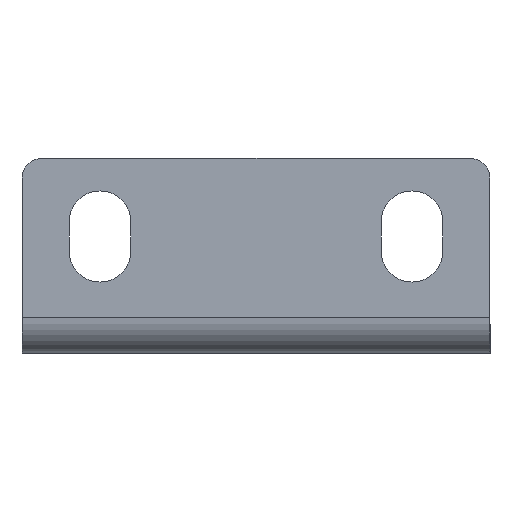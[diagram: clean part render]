
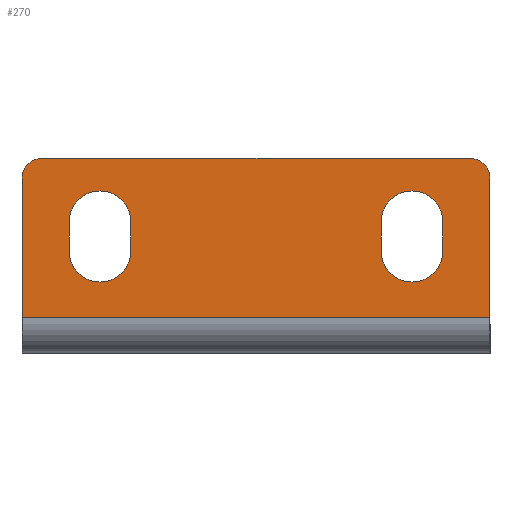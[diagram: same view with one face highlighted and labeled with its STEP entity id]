
A CAD part, front view. The second image highlights one B-rep face of the part: STEP entity #270.
In plain terms, the highlighted planar face has unit normal (0, -1, 0).
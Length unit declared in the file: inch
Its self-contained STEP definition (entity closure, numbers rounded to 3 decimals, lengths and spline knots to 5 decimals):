
#1 = EDGE_CURVE ( 'NONE', #623, #562, #173, .T. ) ;
#34 = AXIS2_PLACEMENT_3D ( 'NONE', #908, #276, #636 ) ;
#40 = CARTESIAN_POINT ( 'NONE',  ( 0., 0., 1.0625 ) ) ;
#41 = VERTEX_POINT ( 'NONE', #1092 ) ;
#42 = VECTOR ( 'NONE', #89, 39.37008 ) ;
#49 = EDGE_CURVE ( 'NONE', #247, #393, #214, .T. ) ;
#54 = ORIENTED_EDGE ( 'NONE', *, *, #832, .T. ) ;
#66 = CARTESIAN_POINT ( 'NONE',  ( 1., 0., 0.46875 ) ) ;
#77 = DIRECTION ( 'NONE',  ( 0., 0., 1. ) ) ;
#83 = VECTOR ( 'NONE', #1158, 39.37008 ) ;
#89 = DIRECTION ( 'NONE',  ( 0., 0., -1. ) ) ;
#92 = CARTESIAN_POINT ( 'NONE',  ( 1.1985, 0., 0.46875 ) ) ;
#100 = CIRCLE ( 'NONE', #34, 0.1985 ) ;
#103 = FACE_OUTER_BOUND ( 'NONE', #976, .T. ) ;
#109 = DIRECTION ( 'NONE',  ( 0., 0., -1. ) ) ;
#111 = CIRCLE ( 'NONE', #513, 0.125 ) ;
#128 = VERTEX_POINT ( 'NONE', #1089 ) ;
#129 = VECTOR ( 'NONE', #379, 39.37008 ) ;
#134 = LINE ( 'NONE', #40, #334 ) ;
#155 = DIRECTION ( 'NONE',  ( 0., 0., 1. ) ) ;
#158 = EDGE_CURVE ( 'NONE', #284, #648, #539, .T. ) ;
#173 = CIRCLE ( 'NONE', #1019, 0.125 ) ;
#174 = CARTESIAN_POINT ( 'NONE',  ( 1.5, 0., 0. ) ) ;
#192 = DIRECTION ( 'NONE',  ( 0., 0., 1. ) ) ;
#214 = CIRCLE ( 'NONE', #464, 0.1985 ) ;
#216 = EDGE_CURVE ( 'NONE', #543, #226, #1086, .T. ) ;
#226 = VERTEX_POINT ( 'NONE', #302 ) ;
#233 = ORIENTED_EDGE ( 'NONE', *, *, #789, .T. ) ;
#245 = EDGE_CURVE ( 'NONE', #562, #648, #953, .T. ) ;
#247 = VERTEX_POINT ( 'NONE', #92 ) ;
#251 = DIRECTION ( 'NONE',  ( 0., 0., 1. ) ) ;
#270 = ADVANCED_FACE ( 'NONE', ( #372, #741, #103 ), #387, .F. ) ;
#276 = DIRECTION ( 'NONE',  ( 0., 1., 0. ) ) ;
#284 = VERTEX_POINT ( 'NONE', #852 ) ;
#302 = CARTESIAN_POINT ( 'NONE',  ( -1.1985, 0., 0.46875 ) ) ;
#308 = CIRCLE ( 'NONE', #855, 0.1985 ) ;
#310 = EDGE_CURVE ( 'NONE', #514, #623, #134, .T. ) ;
#321 = DIRECTION ( 'NONE',  ( 0., 0., 1. ) ) ;
#328 = DIRECTION ( 'NONE',  ( 0., 0., 1. ) ) ;
#334 = VECTOR ( 'NONE', #682, 39.37008 ) ;
#367 = CIRCLE ( 'NONE', #519, 0.1985 ) ;
#372 = FACE_BOUND ( 'NONE', #1160, .T. ) ;
#379 = DIRECTION ( 'NONE',  ( 0., 0., -1. ) ) ;
#385 = VECTOR ( 'NONE', #932, 39.37008 ) ;
#386 = CARTESIAN_POINT ( 'NONE',  ( 1.1985, 0., 0.65625 ) ) ;
#387 = PLANE ( 'NONE',  #1187 ) ;
#393 = VERTEX_POINT ( 'NONE', #946 ) ;
#406 = ORIENTED_EDGE ( 'NONE', *, *, #245, .T. ) ;
#431 = EDGE_CURVE ( 'NONE', #989, #247, #1048, .T. ) ;
#434 = CARTESIAN_POINT ( 'NONE',  ( 1.375, 0., 0.9375 ) ) ;
#444 = ORIENTED_EDGE ( 'NONE', *, *, #921, .T. ) ;
#459 = CARTESIAN_POINT ( 'NONE',  ( -1., 0., 0.65625 ) ) ;
#464 = AXIS2_PLACEMENT_3D ( 'NONE', #66, #913, #155 ) ;
#471 = EDGE_CURVE ( 'NONE', #587, #393, #952, .T. ) ;
#485 = AXIS2_PLACEMENT_3D ( 'NONE', #459, #732, #1094 ) ;
#512 = CARTESIAN_POINT ( 'NONE',  ( -1.375, 0., 1.0625 ) ) ;
#513 = AXIS2_PLACEMENT_3D ( 'NONE', #434, #800, #251 ) ;
#514 = VERTEX_POINT ( 'NONE', #857 ) ;
#519 = AXIS2_PLACEMENT_3D ( 'NONE', #1093, #905, #77 ) ;
#539 = LINE ( 'NONE', #1195, #703 ) ;
#543 = VERTEX_POINT ( 'NONE', #686 ) ;
#552 = CARTESIAN_POINT ( 'NONE',  ( -1.5, 0., 0. ) ) ;
#555 = LINE ( 'NONE', #1013, #42 ) ;
#562 = VERTEX_POINT ( 'NONE', #584 ) ;
#578 = CARTESIAN_POINT ( 'NONE',  ( 0.8015, 0., 0.65625 ) ) ;
#584 = CARTESIAN_POINT ( 'NONE',  ( -1.5, 0., 0.9375 ) ) ;
#587 = VERTEX_POINT ( 'NONE', #721 ) ;
#623 = VERTEX_POINT ( 'NONE', #512 ) ;
#625 = VECTOR ( 'NONE', #1192, 39.37008 ) ;
#635 = VERTEX_POINT ( 'NONE', #911 ) ;
#636 = DIRECTION ( 'NONE',  ( 0., 0., 1. ) ) ;
#641 = EDGE_CURVE ( 'NONE', #128, #514, #111, .T. ) ;
#643 = DIRECTION ( 'NONE',  ( 0., 1., 0. ) ) ;
#648 = VERTEX_POINT ( 'NONE', #1188 ) ;
#657 = CARTESIAN_POINT ( 'NONE',  ( -0.8015, 0., 0.65625 ) ) ;
#660 = CARTESIAN_POINT ( 'NONE',  ( -0.8015, 0., 0.65625 ) ) ;
#674 = EDGE_CURVE ( 'NONE', #635, #226, #555, .T. ) ;
#682 = DIRECTION ( 'NONE',  ( -1., 0., 0. ) ) ;
#683 = ORIENTED_EDGE ( 'NONE', *, *, #49, .T. ) ;
#686 = CARTESIAN_POINT ( 'NONE',  ( -0.8015, 0., 0.46875 ) ) ;
#687 = CARTESIAN_POINT ( 'NONE',  ( -1.375, 0., 0.9375 ) ) ;
#703 = VECTOR ( 'NONE', #910, 39.37008 ) ;
#721 = CARTESIAN_POINT ( 'NONE',  ( 0.8015, 0., 0.65625 ) ) ;
#732 = DIRECTION ( 'NONE',  ( 0., 1., 0. ) ) ;
#741 = FACE_BOUND ( 'NONE', #863, .T. ) ;
#763 = ORIENTED_EDGE ( 'NONE', *, *, #1180, .T. ) ;
#789 = EDGE_CURVE ( 'NONE', #41, #1150, #833, .T. ) ;
#800 = DIRECTION ( 'NONE',  ( 0., -1., 0. ) ) ;
#806 = ORIENTED_EDGE ( 'NONE', *, *, #158, .F. ) ;
#832 = EDGE_CURVE ( 'NONE', #284, #128, #906, .T. ) ;
#833 = CIRCLE ( 'NONE', #485, 0.1985 ) ;
#846 = LINE ( 'NONE', #660, #1109 ) ;
#849 = EDGE_CURVE ( 'NONE', #587, #1173, #308, .T. ) ;
#852 = CARTESIAN_POINT ( 'NONE',  ( 1.5, 0., 0.045 ) ) ;
#855 = AXIS2_PLACEMENT_3D ( 'NONE', #1212, #1029, #192 ) ;
#857 = CARTESIAN_POINT ( 'NONE',  ( 1.375, 0., 1.0625 ) ) ;
#863 = EDGE_LOOP ( 'NONE', ( #1181, #763, #1081, #683, #1076 ) ) ;
#872 = ORIENTED_EDGE ( 'NONE', *, *, #674, .F. ) ;
#873 = AXIS2_PLACEMENT_3D ( 'NONE', #897, #1186, #328 ) ;
#897 = CARTESIAN_POINT ( 'NONE',  ( -1., 0., 0.46875 ) ) ;
#905 = DIRECTION ( 'NONE',  ( 0., 1., 0. ) ) ;
#906 = LINE ( 'NONE', #174, #625 ) ;
#908 = CARTESIAN_POINT ( 'NONE',  ( -1., 0., 0.65625 ) ) ;
#910 = DIRECTION ( 'NONE',  ( -1., 0., 0. ) ) ;
#911 = CARTESIAN_POINT ( 'NONE',  ( -1.1985, 0., 0.65625 ) ) ;
#913 = DIRECTION ( 'NONE',  ( 0., 1., 0. ) ) ;
#921 = EDGE_CURVE ( 'NONE', #1150, #543, #846, .T. ) ;
#932 = DIRECTION ( 'NONE',  ( 0., 0., -1. ) ) ;
#933 = ORIENTED_EDGE ( 'NONE', *, *, #216, .T. ) ;
#939 = DIRECTION ( 'NONE',  ( 0., 0., 1. ) ) ;
#945 = CARTESIAN_POINT ( 'NONE',  ( 1., 0., 0.85475 ) ) ;
#946 = CARTESIAN_POINT ( 'NONE',  ( 0.8015, 0., 0.46875 ) ) ;
#952 = LINE ( 'NONE', #578, #83 ) ;
#953 = LINE ( 'NONE', #552, #385 ) ;
#976 = EDGE_LOOP ( 'NONE', ( #54, #1031, #1065, #1207, #406, #806 ) ) ;
#989 = VERTEX_POINT ( 'NONE', #1025 ) ;
#1013 = CARTESIAN_POINT ( 'NONE',  ( -1.1985, 0., 0.65625 ) ) ;
#1016 = ORIENTED_EDGE ( 'NONE', *, *, #1041, .T. ) ;
#1019 = AXIS2_PLACEMENT_3D ( 'NONE', #687, #1183, #321 ) ;
#1025 = CARTESIAN_POINT ( 'NONE',  ( 1.1985, 0., 0.65625 ) ) ;
#1029 = DIRECTION ( 'NONE',  ( 0., 1., 0. ) ) ;
#1031 = ORIENTED_EDGE ( 'NONE', *, *, #641, .T. ) ;
#1041 = EDGE_CURVE ( 'NONE', #635, #41, #100, .T. ) ;
#1048 = LINE ( 'NONE', #386, #129 ) ;
#1065 = ORIENTED_EDGE ( 'NONE', *, *, #310, .T. ) ;
#1076 = ORIENTED_EDGE ( 'NONE', *, *, #471, .F. ) ;
#1081 = ORIENTED_EDGE ( 'NONE', *, *, #431, .T. ) ;
#1086 = CIRCLE ( 'NONE', #873, 0.1985 ) ;
#1089 = CARTESIAN_POINT ( 'NONE',  ( 1.5, 0., 0.9375 ) ) ;
#1092 = CARTESIAN_POINT ( 'NONE',  ( -1., 0., 0.85475 ) ) ;
#1093 = CARTESIAN_POINT ( 'NONE',  ( 1., 0., 0.65625 ) ) ;
#1094 = DIRECTION ( 'NONE',  ( 0., 0., 1. ) ) ;
#1109 = VECTOR ( 'NONE', #109, 39.37008 ) ;
#1126 = CARTESIAN_POINT ( 'NONE',  ( 0., 0., 0. ) ) ;
#1150 = VERTEX_POINT ( 'NONE', #657 ) ;
#1158 = DIRECTION ( 'NONE',  ( 0., 0., -1. ) ) ;
#1160 = EDGE_LOOP ( 'NONE', ( #444, #933, #872, #1016, #233 ) ) ;
#1173 = VERTEX_POINT ( 'NONE', #945 ) ;
#1180 = EDGE_CURVE ( 'NONE', #1173, #989, #367, .T. ) ;
#1181 = ORIENTED_EDGE ( 'NONE', *, *, #849, .T. ) ;
#1183 = DIRECTION ( 'NONE',  ( 0., -1., 0. ) ) ;
#1186 = DIRECTION ( 'NONE',  ( 0., 1., 0. ) ) ;
#1187 = AXIS2_PLACEMENT_3D ( 'NONE', #1126, #643, #939 ) ;
#1188 = CARTESIAN_POINT ( 'NONE',  ( -1.5, 0., 0.045 ) ) ;
#1192 = DIRECTION ( 'NONE',  ( 0., 0., 1. ) ) ;
#1195 = CARTESIAN_POINT ( 'NONE',  ( -1.5, 0., 0.045 ) ) ;
#1207 = ORIENTED_EDGE ( 'NONE', *, *, #1, .T. ) ;
#1212 = CARTESIAN_POINT ( 'NONE',  ( 1., 0., 0.65625 ) ) ;
